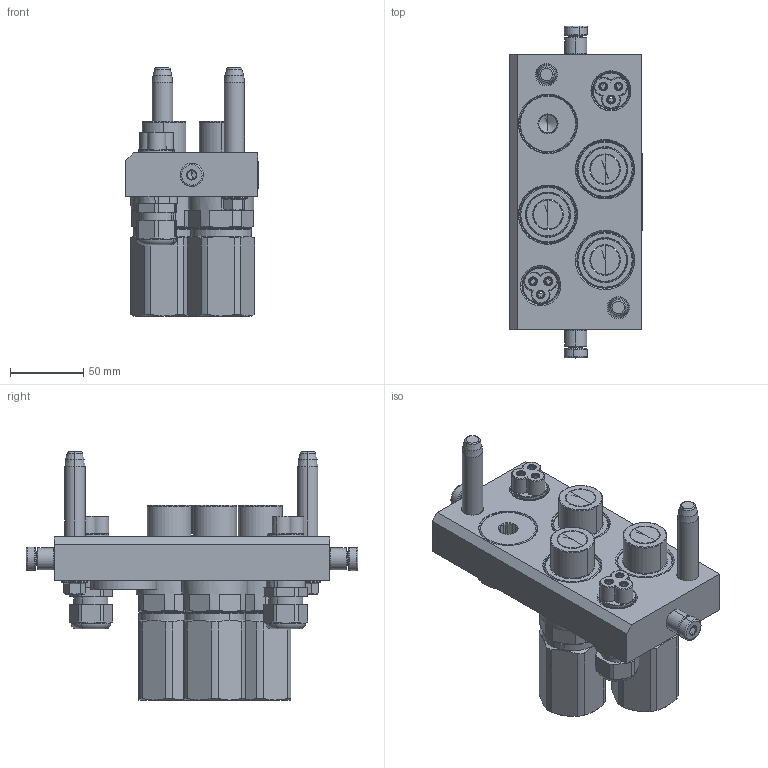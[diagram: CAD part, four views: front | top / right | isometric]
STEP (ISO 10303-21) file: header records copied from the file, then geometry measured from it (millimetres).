
FILE_DESCRIPTION (( 'STEP AP214' ), '1' );
FILE_NAME ('FASTER.step', '2026-02-04T07:25:12', ( '' ), ( '' ), 'SwSTEP 2.0', 'SolidWorks 2017', '' );
FILE_SCHEMA (( 'AUTOMOTIVE_DESIGN' ));
Length unit declared in the file: millimetre
Products named in the file (14): 3ffnp34_gas_m; 4850_010_8000_000.prt; 1540_080_0008_000.prt; et002; 4830_013_3000_030; 4830_021_1000_000.prt; TAPPO_34; 4830_044_0000_000; 4830_028_1000_011.prt; FASTER; P6I_M_BASE; corpospel08-3m; conn_3p_m
Assembly tree (22 placements, depth 3):
  FASTER
    P6I_M_BASE
      4850_010_8000_000.prt
      4830_021_1000_000.prt  x2
      4830_028_1000_011.prt  x2
      1540_080_0008_000.prt  x2
      4830_013_3000_030  x2
    TAPPO_34
    3ffnp34_gas_m  x3
      3ffnp34_gas_m
    conn_3p_m  x2
      4830_044_0000_000
      corpospel08-3m
    et002
Bounding box: 90.3 x 226.6 x 169.35 mm (x, y, z)
Volume: 45624.4 mm3; surface area: 190916.8 mm2
Topology: 4 solids, 69 shells, 2039 faces, 6032 edges, 4037 vertices
Faces by surface type: plane 1006, cylinder 487, cone 353, torus 128, bspline 53, sphere 12
Entity records: 48542 total; most frequent: CARTESIAN_POINT 12558, ORIENTED_EDGE 6318, DIRECTION 6179, EDGE_CURVE 3389, VERTEX_POINT 2244, VECTOR 2081, LINE 2081, AXIS2_PLACEMENT_3D 2049
